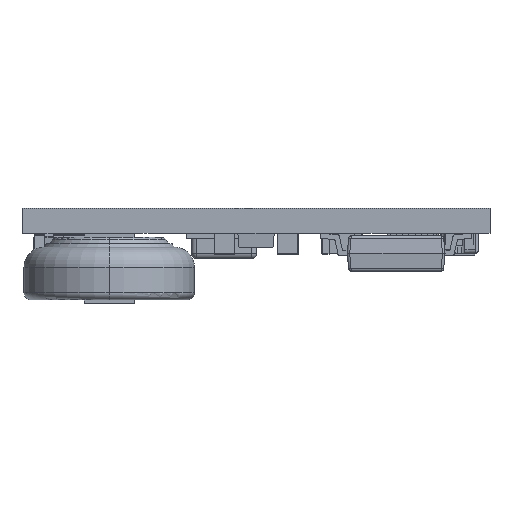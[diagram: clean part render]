
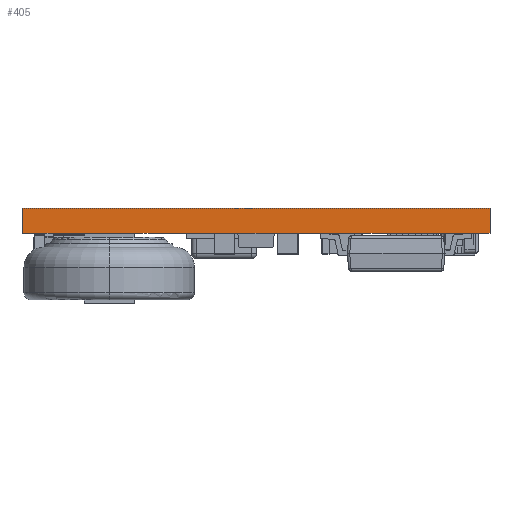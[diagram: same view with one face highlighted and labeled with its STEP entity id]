
A CAD part, front view. The second image highlights one B-rep face of the part: STEP entity #405.
In plain terms, the highlighted planar face has unit normal (0, -1, 0).
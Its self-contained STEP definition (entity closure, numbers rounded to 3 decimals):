
#117 = EDGE_CURVE('',#118,#120,#122,.T.);
#118 = VERTEX_POINT('',#119);
#119 = CARTESIAN_POINT('',(23.688,2.438,0.));
#120 = VERTEX_POINT('',#121);
#121 = CARTESIAN_POINT('',(23.688,2.438,1.));
#122 = LINE('',#123,#124);
#123 = CARTESIAN_POINT('',(23.688,2.438,0.));
#124 = VECTOR('',#125,1.);
#125 = DIRECTION('',(0.,0.,1.));
#380 = VERTEX_POINT('',#381);
#381 = CARTESIAN_POINT('',(42.352,2.438,1.));
#387 = EDGE_CURVE('',#388,#380,#390,.T.);
#388 = VERTEX_POINT('',#389);
#389 = CARTESIAN_POINT('',(42.352,2.438,0.));
#390 = LINE('',#391,#392);
#391 = CARTESIAN_POINT('',(42.352,2.438,0.));
#392 = VECTOR('',#393,1.);
#393 = DIRECTION('',(0.,0.,1.));
#405 = ADVANCED_FACE('',(#406),#422,.T.);
#406 = FACE_BOUND('',#407,.T.);
#407 = EDGE_LOOP('',(#408,#409,#415,#416));
#408 = ORIENTED_EDGE('',*,*,#387,.T.);
#409 = ORIENTED_EDGE('',*,*,#410,.T.);
#410 = EDGE_CURVE('',#380,#120,#411,.T.);
#411 = LINE('',#412,#413);
#412 = CARTESIAN_POINT('',(42.352,2.438,1.));
#413 = VECTOR('',#414,1.);
#414 = DIRECTION('',(-1.,0.,0.));
#415 = ORIENTED_EDGE('',*,*,#117,.F.);
#416 = ORIENTED_EDGE('',*,*,#417,.F.);
#417 = EDGE_CURVE('',#388,#118,#418,.T.);
#418 = LINE('',#419,#420);
#419 = CARTESIAN_POINT('',(42.352,2.438,0.));
#420 = VECTOR('',#421,1.);
#421 = DIRECTION('',(-1.,0.,0.));
#422 = PLANE('',#423);
#423 = AXIS2_PLACEMENT_3D('',#424,#425,#426);
#424 = CARTESIAN_POINT('',(42.352,2.438,0.));
#425 = DIRECTION('',(0.,-1.,0.));
#426 = DIRECTION('',(-1.,0.,0.));
